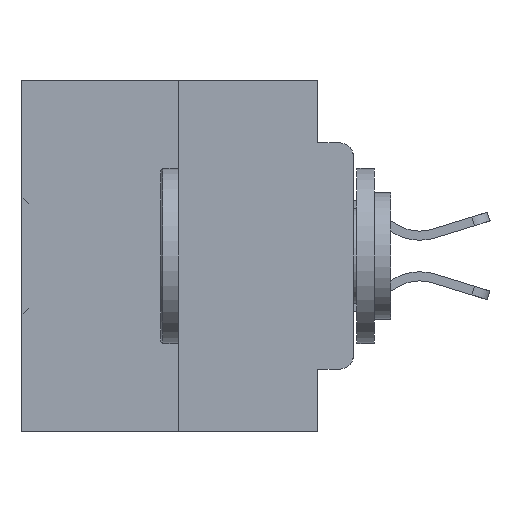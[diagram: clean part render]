
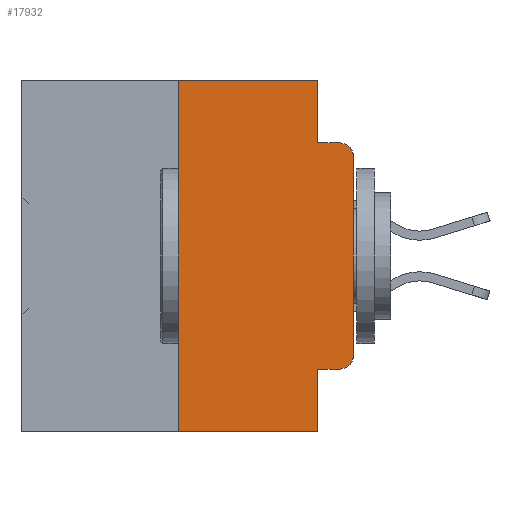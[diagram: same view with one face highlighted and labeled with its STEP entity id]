
A CAD part, left-side view. The second image highlights one B-rep face of the part: STEP entity #17932.
In plain terms, the highlighted planar face has unit normal (-1, 0, 0).
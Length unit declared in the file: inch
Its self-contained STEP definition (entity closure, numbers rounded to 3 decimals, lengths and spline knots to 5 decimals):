
#21 = VECTOR ( 'NONE', #17045, 39.37008 ) ;
#138 = CIRCLE ( 'NONE', #697, 0.02 ) ;
#697 = AXIS2_PLACEMENT_3D ( 'NONE', #5214, #2326, #31985 ) ;
#887 = VERTEX_POINT ( 'NONE', #28837 ) ;
#894 = VERTEX_POINT ( 'NONE', #26339 ) ;
#1193 = LINE ( 'NONE', #27831, #19791 ) ;
#1546 = VERTEX_POINT ( 'NONE', #33511 ) ;
#1776 = CARTESIAN_POINT ( 'NONE',  ( 0., 0.02, -0.4115 ) ) ;
#1904 = VERTEX_POINT ( 'NONE', #1776 ) ;
#2103 = VECTOR ( 'NONE', #34870, 39.37008 ) ;
#2154 = AXIS2_PLACEMENT_3D ( 'NONE', #7259, #34066, #13481 ) ;
#2326 = DIRECTION ( 'NONE',  ( -1., 0., 0. ) ) ;
#2370 = ORIENTED_EDGE ( 'NONE', *, *, #37041, .T. ) ;
#2640 = LINE ( 'NONE', #5657, #17446 ) ;
#2986 = CARTESIAN_POINT ( 'NONE',  ( 0., 0.051, -0.4115 ) ) ;
#3105 = CARTESIAN_POINT ( 'NONE',  ( 0., 0.051, -0.0885 ) ) ;
#3388 = CARTESIAN_POINT ( 'NONE',  ( 0., 0.473, 0. ) ) ;
#4720 = ORIENTED_EDGE ( 'NONE', *, *, #7894, .F. ) ;
#4730 = ORIENTED_EDGE ( 'NONE', *, *, #8123, .F. ) ;
#5149 = VERTEX_POINT ( 'NONE', #22858 ) ;
#5214 = CARTESIAN_POINT ( 'NONE',  ( 0., 0.02, -0.1085 ) ) ;
#5236 = VERTEX_POINT ( 'NONE', #3105 ) ;
#5657 = CARTESIAN_POINT ( 'NONE',  ( 0., 0.051, -0.0885 ) ) ;
#6599 = PLANE ( 'NONE',  #15989 ) ;
#6735 = CARTESIAN_POINT ( 'NONE',  ( 0., 0.051, 0. ) ) ;
#6753 = LINE ( 'NONE', #14038, #2103 ) ;
#7259 = CARTESIAN_POINT ( 'NONE',  ( 0., 0.02, -0.3915 ) ) ;
#7268 = LINE ( 'NONE', #2986, #18376 ) ;
#7894 = EDGE_CURVE ( 'NONE', #5236, #28627, #2640, .T. ) ;
#8123 = EDGE_CURVE ( 'NONE', #894, #887, #1193, .T. ) ;
#8576 = CARTESIAN_POINT ( 'NONE',  ( 0., 0.051, -0.5 ) ) ;
#10288 = EDGE_CURVE ( 'NONE', #14167, #29055, #28169, .T. ) ;
#11694 = DIRECTION ( 'NONE',  ( 0., 0., 1. ) ) ;
#11936 = CARTESIAN_POINT ( 'NONE',  ( 0., 0.25, 0. ) ) ;
#12556 = DIRECTION ( 'NONE',  ( 0., 0., -1. ) ) ;
#12561 = CIRCLE ( 'NONE', #2154, 0.02 ) ;
#13190 = FACE_OUTER_BOUND ( 'NONE', #34471, .T. ) ;
#13241 = EDGE_CURVE ( 'NONE', #887, #5236, #19556, .T. ) ;
#13481 = DIRECTION ( 'NONE',  ( 0., 0., -1. ) ) ;
#14038 = CARTESIAN_POINT ( 'NONE',  ( 0., 0., 0. ) ) ;
#14167 = VERTEX_POINT ( 'NONE', #36241 ) ;
#14460 = ORIENTED_EDGE ( 'NONE', *, *, #22113, .T. ) ;
#15419 = ORIENTED_EDGE ( 'NONE', *, *, #25889, .F. ) ;
#15989 = AXIS2_PLACEMENT_3D ( 'NONE', #3388, #24015, #12556 ) ;
#17045 = DIRECTION ( 'NONE',  ( 0., 0., -1. ) ) ;
#17446 = VECTOR ( 'NONE', #29558, 39.37008 ) ;
#17932 = ADVANCED_FACE ( 'NONE', ( #13190 ), #6599, .F. ) ;
#18376 = VECTOR ( 'NONE', #38076, 39.37008 ) ;
#18590 = DIRECTION ( 'NONE',  ( 0., -1., 0. ) ) ;
#19556 = LINE ( 'NONE', #34895, #21 ) ;
#19791 = VECTOR ( 'NONE', #33688, 39.37008 ) ;
#20229 = VECTOR ( 'NONE', #36638, 39.37008 ) ;
#21986 = ORIENTED_EDGE ( 'NONE', *, *, #33242, .T. ) ;
#22113 = EDGE_CURVE ( 'NONE', #30367, #28627, #138, .T. ) ;
#22858 = CARTESIAN_POINT ( 'NONE',  ( 0., 0.25, -0.5 ) ) ;
#23529 = ORIENTED_EDGE ( 'NONE', *, *, #36522, .T. ) ;
#24015 = DIRECTION ( 'NONE',  ( 1., 0., 0. ) ) ;
#25889 = EDGE_CURVE ( 'NONE', #5149, #894, #35290, .T. ) ;
#26339 = CARTESIAN_POINT ( 'NONE',  ( 0., 0.25, 0. ) ) ;
#26395 = ORIENTED_EDGE ( 'NONE', *, *, #29186, .T. ) ;
#27367 = VECTOR ( 'NONE', #11694, 39.37008 ) ;
#27831 = CARTESIAN_POINT ( 'NONE',  ( 0., 0.473, 0. ) ) ;
#28169 = LINE ( 'NONE', #6735, #20229 ) ;
#28627 = VERTEX_POINT ( 'NONE', #30340 ) ;
#28837 = CARTESIAN_POINT ( 'NONE',  ( 0., 0.051, 0. ) ) ;
#29055 = VERTEX_POINT ( 'NONE', #8576 ) ;
#29061 = LINE ( 'NONE', #32963, #32771 ) ;
#29186 = EDGE_CURVE ( 'NONE', #1904, #1546, #12561, .T. ) ;
#29255 = ORIENTED_EDGE ( 'NONE', *, *, #13241, .F. ) ;
#29293 = ORIENTED_EDGE ( 'NONE', *, *, #10288, .F. ) ;
#29558 = DIRECTION ( 'NONE',  ( 0., -1., 0. ) ) ;
#30340 = CARTESIAN_POINT ( 'NONE',  ( 0., 0.02, -0.0885 ) ) ;
#30367 = VERTEX_POINT ( 'NONE', #33453 ) ;
#31985 = DIRECTION ( 'NONE',  ( 0., 0., -1. ) ) ;
#32771 = VECTOR ( 'NONE', #18590, 39.37008 ) ;
#32963 = CARTESIAN_POINT ( 'NONE',  ( 0., 0.473, -0.5 ) ) ;
#33242 = EDGE_CURVE ( 'NONE', #14167, #1904, #7268, .T. ) ;
#33453 = CARTESIAN_POINT ( 'NONE',  ( 0., 0., -0.1085 ) ) ;
#33511 = CARTESIAN_POINT ( 'NONE',  ( 0., 0., -0.3915 ) ) ;
#33688 = DIRECTION ( 'NONE',  ( 0., -1., 0. ) ) ;
#34066 = DIRECTION ( 'NONE',  ( -1., 0., 0. ) ) ;
#34471 = EDGE_LOOP ( 'NONE', ( #23529, #14460, #4720, #29255, #4730, #15419, #2370, #29293, #21986, #26395 ) ) ;
#34870 = DIRECTION ( 'NONE',  ( 0., 0., 1. ) ) ;
#34895 = CARTESIAN_POINT ( 'NONE',  ( 0., 0.051, 0. ) ) ;
#35290 = LINE ( 'NONE', #11936, #27367 ) ;
#36241 = CARTESIAN_POINT ( 'NONE',  ( 0., 0.051, -0.4115 ) ) ;
#36522 = EDGE_CURVE ( 'NONE', #1546, #30367, #6753, .T. ) ;
#36638 = DIRECTION ( 'NONE',  ( 0., 0., -1. ) ) ;
#37041 = EDGE_CURVE ( 'NONE', #5149, #29055, #29061, .T. ) ;
#38076 = DIRECTION ( 'NONE',  ( 0., -1., 0. ) ) ;
